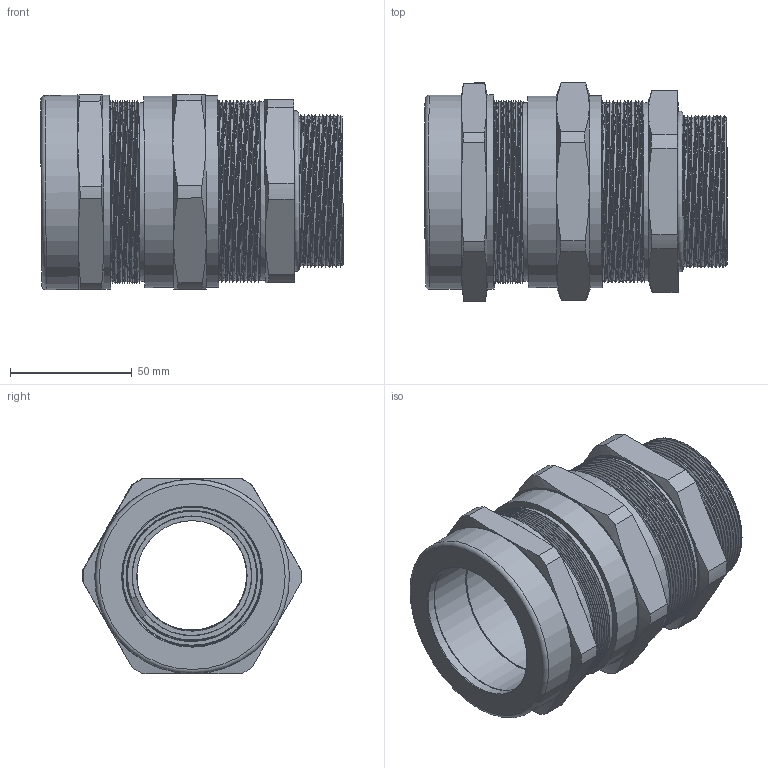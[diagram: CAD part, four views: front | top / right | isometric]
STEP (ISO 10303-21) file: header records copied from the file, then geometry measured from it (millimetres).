
FILE_DESCRIPTION(/* description */ ('RST-Gamma-X-Universal M63'),/* implementation_level */ '2;1');
FILE_NAME(/* name */ 'KBAU6SM63-RST.stp',/* time_stamp */ '2020-03-31T10:53:35+02:00',/* author */ ('sl'),/* organization */ (''),/* preprocessor_version */ 'ST-DEVELOPER v16.5',/* originating_system */ 'Autodesk Inventor 2017',/* authorisation */ '');
FILE_SCHEMA (('AUTOMOTIVE_DESIGN { 1 0 10303 214 3 1 1 }'));
Length unit declared in the file: millimetre
Products named in the file (11): KBAU6SM63; KBAU6SM63_1; KBAU5SM50; KBAU6SM63_2; KBAU6SM63_3; KBAU6SM63_4; KBAU6SM63_5; KBAU6SM63_6; KBAU6SM63_7; KBAU6SM63_8; KBAU6SM63_9
Assembly tree (10 placements, depth 2):
  KBAU6SM63
    KBAU6SM63_1
    KBAU5SM50
    KBAU6SM63_2
    KBAU6SM63_3
    KBAU6SM63_4
    KBAU6SM63_5
    KBAU6SM63_6
    KBAU6SM63_7
    KBAU6SM63_8
    KBAU6SM63_9
Bounding box: 124.2 x 89.67 x 80.31 mm (x, y, z)
Volume: 259817 mm3; surface area: 155763.6 mm2
Topology: 11 solids, 11 shells, 344 faces, 813 edges, 510 vertices
Faces by surface type: cylinder 143, plane 67, cone 56, bspline 37, torus 33, sphere 8
Full cylindrical faces by diameter (mm): 45.15 x1, 45.33 x1, 45.36 x1, 54.69 x1, 55.66 x1, 56.86 x1, 57.36 x1, 57.53 x1, 57.9 x1, 61.238 x11, 62.37 x1, 64.85 x1, 65.76 x4, 66 x1, 66.78 x1, 68.76 x1, 69.74 x2, 69.95 x2, 70.1 x2, 70.95 x1, 73.33 x16, 73.338 x16, 73.398 x1, 76.27 x3, 78.54 x1, 78.7 x1, 79.71 x2
Entity records: 24784 total; most frequent: CARTESIAN_POINT 18363, DIRECTION 1264, ORIENTED_EDGE 1192, EDGE_CURVE 596, AXIS2_PLACEMENT_3D 543, EDGE_LOOP 415, VERTEX_POINT 413, FACE_OUTER_BOUND 300
